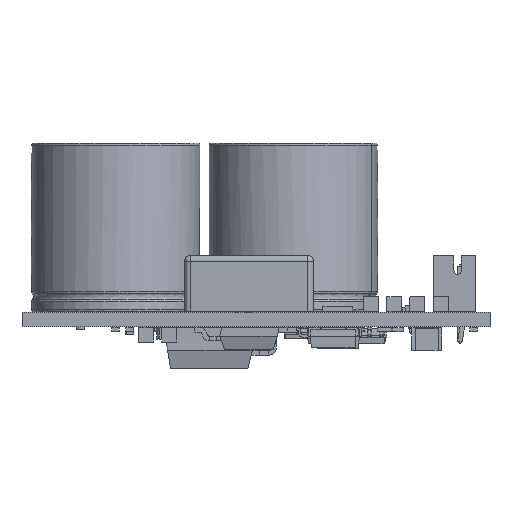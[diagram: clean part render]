
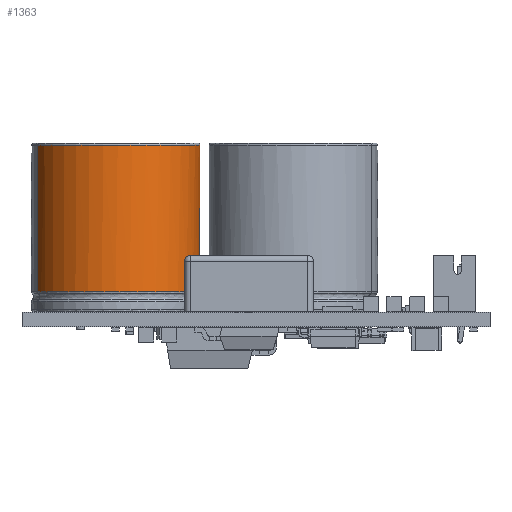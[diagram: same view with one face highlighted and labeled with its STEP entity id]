
A CAD part, front view. The second image highlights one B-rep face of the part: STEP entity #1363.
In plain terms, the highlighted cylindrical face has radius 9 mm (diameter 18 mm), a partial arc.
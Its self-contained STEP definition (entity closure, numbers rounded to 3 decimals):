
#1010 = VERTEX_POINT('',#1011);
#1011 = CARTESIAN_POINT('',(12.065,-3.444,
    2.135));
#1022 = EDGE_CURVE('',#1010,#1023,#1025,.T.);
#1023 = VERTEX_POINT('',#1024);
#1024 = CARTESIAN_POINT('',(12.065,3.444,
    2.135));
#1025 = B_SPLINE_CURVE_WITH_KNOTS('',12,(#1026,#1027,#1028,#1029,#1030,
    #1031,#1032,#1033,#1034,#1035,#1036,#1037,#1038,#1039,#1040,#1041,
    #1042,#1043,#1044,#1045,#1046,#1047,#1048,#1049,#1050,#1051,#1052,
    #1053,#1054,#1055,#1056,#1057,#1058,#1059,#1060),.UNSPECIFIED.,.F.,
  .F.,(13,11,11,13),(-2.108,0.,49.48,
    51.588),.UNSPECIFIED.);
#1026 = CARTESIAN_POINT('',(12.872,-1.496,
    2.135));
#1027 = CARTESIAN_POINT('',(12.804,-1.66,
    2.135));
#1028 = CARTESIAN_POINT('',(12.736,-1.823,
    2.135));
#1029 = CARTESIAN_POINT('',(12.669,-1.986,
    2.135));
#1030 = CARTESIAN_POINT('',(12.601,-2.149,
    2.135));
#1031 = CARTESIAN_POINT('',(12.534,-2.312,
    2.135));
#1032 = CARTESIAN_POINT('',(12.467,-2.474,
    2.135));
#1033 = CARTESIAN_POINT('',(12.4,-2.636,
    2.135));
#1034 = CARTESIAN_POINT('',(12.332,-2.798,
    2.135));
#1035 = CARTESIAN_POINT('',(12.265,-2.96,
    2.135));
#1036 = CARTESIAN_POINT('',(12.199,-3.122,
    2.135));
#1037 = CARTESIAN_POINT('',(12.132,-3.283,
    2.135));
#1038 = CARTESIAN_POINT('',(10.498,-7.227,
    2.135));
#1039 = CARTESIAN_POINT('',(7.028,-10.29,
    2.135));
#1040 = CARTESIAN_POINT('',(2.02,-11.504,
    2.135));
#1041 = CARTESIAN_POINT('',(-3.35,-9.925,
    2.135));
#1042 = CARTESIAN_POINT('',(-7.348,-5.986,
    2.135));
#1043 = CARTESIAN_POINT('',(-9.352,0.,
    2.135));
#1044 = CARTESIAN_POINT('',(-7.348,5.986,
    2.135));
#1045 = CARTESIAN_POINT('',(-3.35,9.925,
    2.135));
#1046 = CARTESIAN_POINT('',(2.02,11.504,2.135)
  );
#1047 = CARTESIAN_POINT('',(7.028,10.29,
    2.135));
#1048 = CARTESIAN_POINT('',(10.498,7.227,
    2.135));
#1049 = CARTESIAN_POINT('',(12.132,3.283,
    2.135));
#1050 = CARTESIAN_POINT('',(12.199,3.122,
    2.135));
#1051 = CARTESIAN_POINT('',(12.265,2.96,
    2.135));
#1052 = CARTESIAN_POINT('',(12.332,2.798,2.135
    ));
#1053 = CARTESIAN_POINT('',(12.4,2.636,
    2.135));
#1054 = CARTESIAN_POINT('',(12.467,2.474,2.135
    ));
#1055 = CARTESIAN_POINT('',(12.534,2.312,
    2.135));
#1056 = CARTESIAN_POINT('',(12.601,2.149,2.135
    ));
#1057 = CARTESIAN_POINT('',(12.669,1.986,
    2.135));
#1058 = CARTESIAN_POINT('',(12.736,1.823,
    2.135));
#1059 = CARTESIAN_POINT('',(12.804,1.66,2.135
    ));
#1060 = CARTESIAN_POINT('',(12.872,1.496,
    2.135));
#1363 = ADVANCED_FACE('',(#1364),#1390,.T.);
#1364 = FACE_BOUND('',#1365,.T.);
#1365 = EDGE_LOOP('',(#1366,#1377,#1383,#1384));
#1366 = ORIENTED_EDGE('',*,*,#1367,.T.);
#1367 = EDGE_CURVE('',#1368,#1370,#1372,.T.);
#1368 = VERTEX_POINT('',#1369);
#1369 = CARTESIAN_POINT('',(12.065,-3.444,17.8));
#1370 = VERTEX_POINT('',#1371);
#1371 = CARTESIAN_POINT('',(12.065,3.444,17.8));
#1372 = CIRCLE('',#1373,9.);
#1373 = AXIS2_PLACEMENT_3D('',#1374,#1375,#1376);
#1374 = CARTESIAN_POINT('',(3.75,0.,17.8));
#1375 = DIRECTION('',(0.,-0.,-1.));
#1376 = DIRECTION('',(0.924,-0.383,0.));
#1377 = ORIENTED_EDGE('',*,*,#1378,.F.);
#1378 = EDGE_CURVE('',#1023,#1370,#1379,.T.);
#1379 = LINE('',#1380,#1381);
#1380 = CARTESIAN_POINT('',(12.065,3.444,2.));
#1381 = VECTOR('',#1382,1.);
#1382 = DIRECTION('',(0.,0.,1.));
#1383 = ORIENTED_EDGE('',*,*,#1022,.F.);
#1384 = ORIENTED_EDGE('',*,*,#1385,.T.);
#1385 = EDGE_CURVE('',#1010,#1368,#1386,.T.);
#1386 = LINE('',#1387,#1388);
#1387 = CARTESIAN_POINT('',(12.065,-3.444,2.));
#1388 = VECTOR('',#1389,1.);
#1389 = DIRECTION('',(0.,0.,1.));
#1390 = CYLINDRICAL_SURFACE('',#1391,9.);
#1391 = AXIS2_PLACEMENT_3D('',#1392,#1393,#1394);
#1392 = CARTESIAN_POINT('',(3.75,0.,2.));
#1393 = DIRECTION('',(0.,0.,1.));
#1394 = DIRECTION('',(0.924,-0.383,0.));
